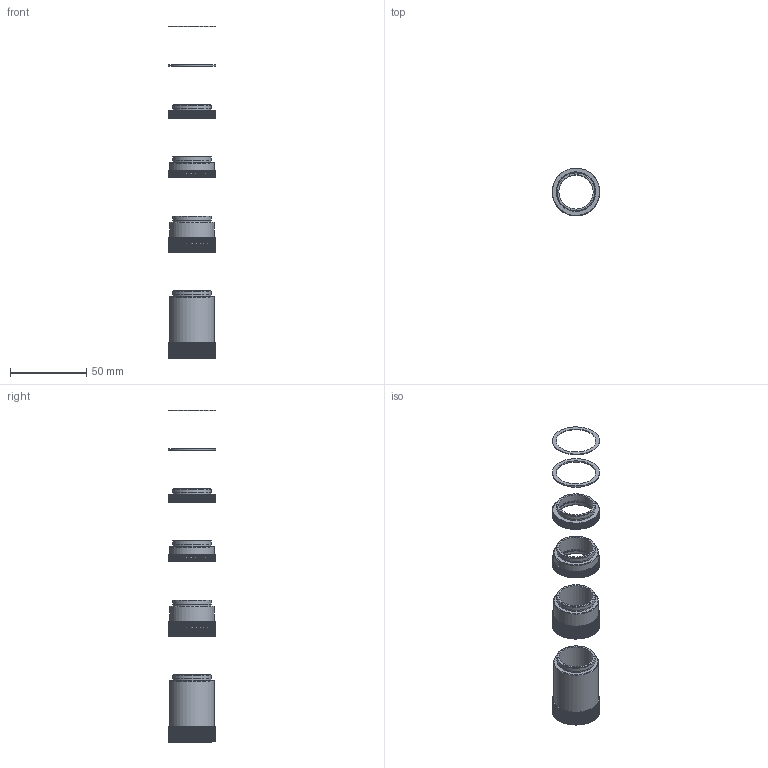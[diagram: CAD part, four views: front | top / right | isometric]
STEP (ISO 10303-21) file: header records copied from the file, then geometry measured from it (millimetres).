
FILE_DESCRIPTION(/* description */ (''),/* implementation_level */ '2;1');
FILE_NAME(/* name */ 'Zwischenringsatz_C-Mount.stp',/* time_stamp */ '2021-11-03T14:09:54+01:00',/* author */ (''),/* organization */ (''),/* preprocessor_version */ 'ST-DEVELOPER v16.5',/* originating_system */ 'Autodesk Inventor 2017',/* authorisation */ '');
FILE_SCHEMA (('AUTOMOTIVE_DESIGN { 1 0 10303 214 3 1 1 }'));
Length unit declared in the file: millimetre
Products named in the file (7): Zwischenringsatz_C-Mount
Assembly tree (6 placements, depth 2):
  Zwischenringsatz_C-Mount
    (unnamed)
    (unnamed)
    (unnamed)
    (unnamed)
    (unnamed)
    (unnamed)
Bounding box: 31 x 31 x 217.5 mm (x, y, z)
Volume: 23588.5 mm3; surface area: 19847.8 mm2
Topology: 6 solids, 6 shells, 1517 faces, 4445 edges, 2959 vertices
Faces by surface type: plane 1471, cylinder 27, cone 19
Full cylindrical faces by diameter (mm): 22.5 x4, 24.4 x4, 24.54 x4, 25.4 x8, 26 x2, 29.5 x3, 31 x2
Entity records: 53636 total; most frequent: DIRECTION 10406, CARTESIAN_POINT 8876, ORIENTED_EDGE 8786, AXIS2_PLACEMENT_3D 4483, EDGE_CURVE 4393, CIRCLE 2953, VERTEX_POINT 2953, EDGE_LOOP 1594
